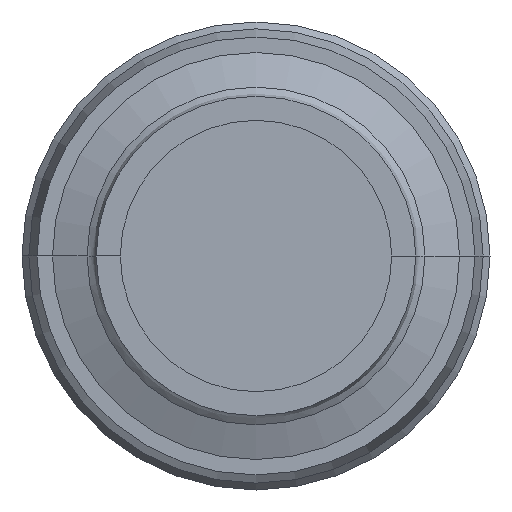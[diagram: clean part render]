
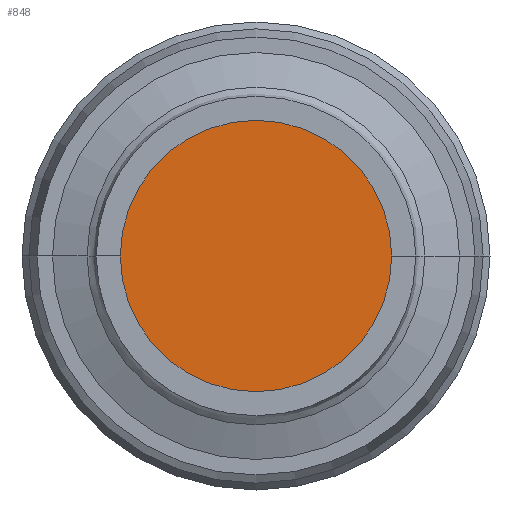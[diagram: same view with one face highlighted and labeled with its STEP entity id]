
A CAD part, left-side view. The second image highlights one B-rep face of the part: STEP entity #848.
In plain terms, the highlighted planar face has unit normal (-1, 0, 0).
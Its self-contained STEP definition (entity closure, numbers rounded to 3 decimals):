
#154=FACE_OUTER_BOUND('',#210,.T.);
#210=EDGE_LOOP('',(#707,#708));
#363=CIRCLE('',#959,15.);
#364=CIRCLE('',#960,15.);
#415=VERTEX_POINT('',#1580);
#416=VERTEX_POINT('',#1581);
#513=EDGE_CURVE('',#415,#416,#363,.T.);
#514=EDGE_CURVE('',#416,#415,#364,.T.);
#707=ORIENTED_EDGE('',*,*,#513,.T.);
#708=ORIENTED_EDGE('',*,*,#514,.T.);
#738=PLANE('',#958);
#848=ADVANCED_FACE('',(#154),#738,.T.);
#958=AXIS2_PLACEMENT_3D('',#1579,#1219,#1220);
#959=AXIS2_PLACEMENT_3D('',#1582,#1221,#1222);
#960=AXIS2_PLACEMENT_3D('',#1583,#1223,#1224);
#1219=DIRECTION('center_axis',(-1.,0.,0.));
#1220=DIRECTION('ref_axis',(0.,0.,1.));
#1221=DIRECTION('center_axis',(-1.,0.,0.));
#1222=DIRECTION('ref_axis',(0.,-1.,0.));
#1223=DIRECTION('center_axis',(-1.,0.,0.));
#1224=DIRECTION('ref_axis',(0.,-1.,0.));
#1579=CARTESIAN_POINT('Origin',(-20.793,-15.,0.));
#1580=CARTESIAN_POINT('',(-20.793,15.,0.));
#1581=CARTESIAN_POINT('',(-20.793,-15.,0.));
#1582=CARTESIAN_POINT('Origin',(-20.793,0.,
0.));
#1583=CARTESIAN_POINT('Origin',(-20.793,0.,
0.));
